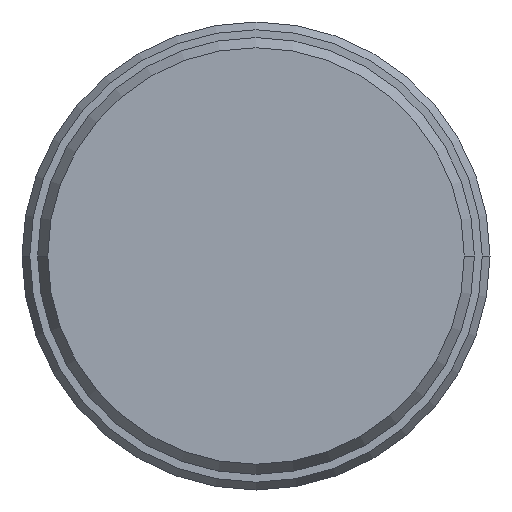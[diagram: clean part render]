
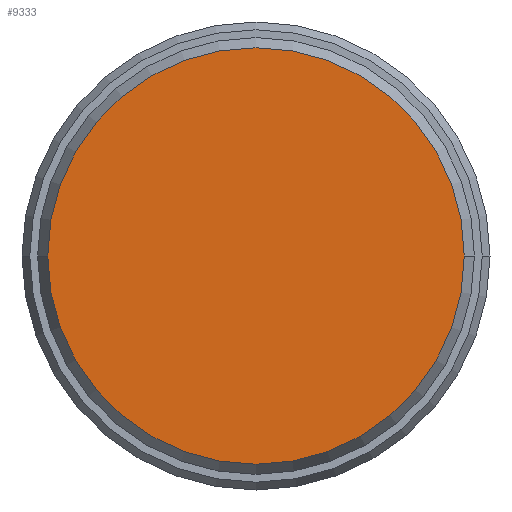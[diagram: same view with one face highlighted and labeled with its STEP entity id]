
A CAD part, front view. The second image highlights one B-rep face of the part: STEP entity #9333.
In plain terms, the highlighted planar face has unit normal (0, -1, 0).
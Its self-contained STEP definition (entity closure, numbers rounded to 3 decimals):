
#3149=CARTESIAN_POINT('',(0.,-34.65,0.));
#3150=DIRECTION('',(0.,1.,0.));
#3151=DIRECTION('',(-1.,0.,0.));
#3152=AXIS2_PLACEMENT_3D('',#3149,#3150,#3151);
#3154=CARTESIAN_POINT('',(0.,-34.65,0.));
#3155=DIRECTION('',(0.,-1.,0.));
#3156=DIRECTION('',(-1.,0.,0.));
#3157=AXIS2_PLACEMENT_3D('',#3154,#3155,#3156);
#3179=CARTESIAN_POINT('',(-13.35,-34.65,0.));
#3180=VERTEX_POINT('',#3179);
#3185=CARTESIAN_POINT('',(13.35,-34.65,0.));
#3186=VERTEX_POINT('',#3185);
#9324=CARTESIAN_POINT('',(0.,-34.65,0.));
#9325=DIRECTION('',(0.,-1.,0.));
#9326=DIRECTION('',(-1.,0.,0.));
#9327=AXIS2_PLACEMENT_3D('',#9324,#9325,#9326);
#9328=PLANE('',#9327);
#9329=ORIENTED_EDGE('',*,*,#9312,.T.);
#9330=ORIENTED_EDGE('',*,*,#9289,.F.);
#9331=EDGE_LOOP('',(#9329,#9330));
#9332=FACE_OUTER_BOUND('',#9331,.F.);
#9333=ADVANCED_FACE('',(#9332),#9328,.T.);
#3153=CIRCLE('',#3152,13.35);
#3158=CIRCLE('',#3157,13.35);
#9289=EDGE_CURVE('',#3180,#3186,#3158,.T.);
#9312=EDGE_CURVE('',#3180,#3186,#3153,.T.);
